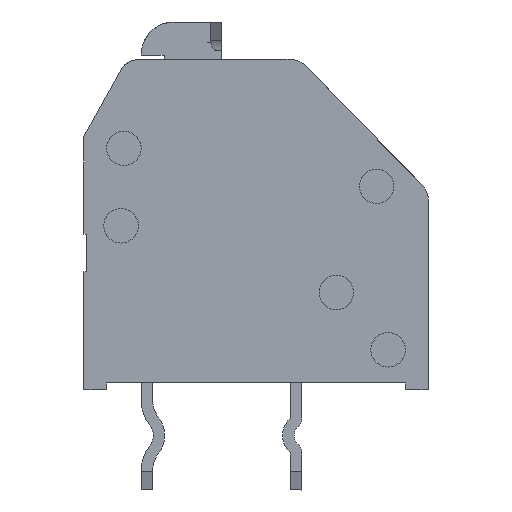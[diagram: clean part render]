
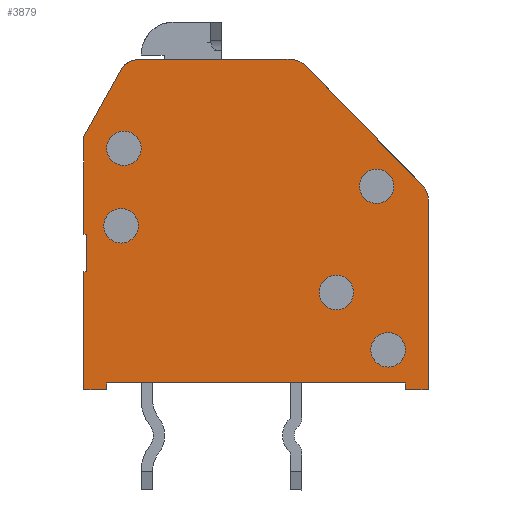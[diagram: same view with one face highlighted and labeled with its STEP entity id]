
A CAD part, left-side view. The second image highlights one B-rep face of the part: STEP entity #3879.
In plain terms, the highlighted face is planar.
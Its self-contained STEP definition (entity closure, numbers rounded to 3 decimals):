
#269=CIRCLE('',#4255,0.6);
#270=CIRCLE('',#4256,0.6);
#271=CIRCLE('',#4257,0.75);
#272=CIRCLE('',#4258,0.75);
#273=CIRCLE('',#4259,0.75);
#274=CIRCLE('',#4260,0.6);
#275=CIRCLE('',#4261,0.6);
#276=CIRCLE('',#4262,0.6);
#1215=ORIENTED_EDGE('',*,*,#1833,.T.);
#1216=ORIENTED_EDGE('',*,*,#1834,.T.);
#1217=ORIENTED_EDGE('',*,*,#1835,.T.);
#1218=ORIENTED_EDGE('',*,*,#1836,.T.);
#1219=ORIENTED_EDGE('',*,*,#1827,.T.);
#1220=ORIENTED_EDGE('',*,*,#1837,.T.);
#1221=ORIENTED_EDGE('',*,*,#1838,.T.);
#1222=ORIENTED_EDGE('',*,*,#1839,.T.);
#1223=ORIENTED_EDGE('',*,*,#1840,.T.);
#1224=ORIENTED_EDGE('',*,*,#1841,.T.);
#1225=ORIENTED_EDGE('',*,*,#1842,.T.);
#1226=ORIENTED_EDGE('',*,*,#1843,.T.);
#1227=ORIENTED_EDGE('',*,*,#1844,.T.);
#1228=ORIENTED_EDGE('',*,*,#1845,.T.);
#1229=ORIENTED_EDGE('',*,*,#1846,.T.);
#1230=ORIENTED_EDGE('',*,*,#1847,.T.);
#1231=ORIENTED_EDGE('',*,*,#1848,.T.);
#1232=ORIENTED_EDGE('',*,*,#1849,.T.);
#1233=ORIENTED_EDGE('',*,*,#1850,.T.);
#1234=ORIENTED_EDGE('',*,*,#1851,.T.);
#1235=ORIENTED_EDGE('',*,*,#1852,.T.);
#1236=ORIENTED_EDGE('',*,*,#1853,.T.);
#1827=EDGE_CURVE('',#2215,#2216,#2603,.T.);
#1833=EDGE_CURVE('',#2219,#2219,#269,.T.);
#1834=EDGE_CURVE('',#2220,#2220,#270,.T.);
#1835=EDGE_CURVE('',#2221,#2222,#2609,.T.);
#1836=EDGE_CURVE('',#2222,#2215,#271,.T.);
#1837=EDGE_CURVE('',#2216,#2223,#272,.T.);
#1838=EDGE_CURVE('',#2223,#2224,#2610,.T.);
#1839=EDGE_CURVE('',#2224,#2225,#2611,.T.);
#1840=EDGE_CURVE('',#2225,#2226,#2612,.T.);
#1841=EDGE_CURVE('',#2226,#2227,#2613,.T.);
#1842=EDGE_CURVE('',#2227,#2228,#2614,.T.);
#1843=EDGE_CURVE('',#2228,#2229,#2615,.T.);
#1844=EDGE_CURVE('',#2229,#2230,#2616,.T.);
#1845=EDGE_CURVE('',#2230,#2231,#2617,.T.);
#1846=EDGE_CURVE('',#2231,#2232,#2618,.T.);
#1847=EDGE_CURVE('',#2232,#2233,#2619,.T.);
#1848=EDGE_CURVE('',#2233,#2234,#2620,.T.);
#1849=EDGE_CURVE('',#2234,#2235,#2621,.T.);
#1850=EDGE_CURVE('',#2235,#2221,#273,.T.);
#1851=EDGE_CURVE('',#2236,#2236,#274,.T.);
#1852=EDGE_CURVE('',#2237,#2237,#275,.T.);
#1853=EDGE_CURVE('',#2238,#2238,#276,.T.);
#2215=VERTEX_POINT('',#6530);
#2216=VERTEX_POINT('',#6531);
#2219=VERTEX_POINT('',#6541);
#2220=VERTEX_POINT('',#6543);
#2221=VERTEX_POINT('',#6545);
#2222=VERTEX_POINT('',#6546);
#2223=VERTEX_POINT('',#6549);
#2224=VERTEX_POINT('',#6551);
#2225=VERTEX_POINT('',#6553);
#2226=VERTEX_POINT('',#6555);
#2227=VERTEX_POINT('',#6557);
#2228=VERTEX_POINT('',#6559);
#2229=VERTEX_POINT('',#6561);
#2230=VERTEX_POINT('',#6563);
#2231=VERTEX_POINT('',#6565);
#2232=VERTEX_POINT('',#6567);
#2233=VERTEX_POINT('',#6569);
#2234=VERTEX_POINT('',#6571);
#2235=VERTEX_POINT('',#6573);
#2236=VERTEX_POINT('',#6576);
#2237=VERTEX_POINT('',#6578);
#2238=VERTEX_POINT('',#6580);
#2603=LINE('',#6529,#3008);
#2609=LINE('',#6544,#3014);
#2610=LINE('',#6550,#3015);
#2611=LINE('',#6552,#3016);
#2612=LINE('',#6554,#3017);
#2613=LINE('',#6556,#3018);
#2614=LINE('',#6558,#3019);
#2615=LINE('',#6560,#3020);
#2616=LINE('',#6562,#3021);
#2617=LINE('',#6564,#3022);
#2618=LINE('',#6566,#3023);
#2619=LINE('',#6568,#3024);
#2620=LINE('',#6570,#3025);
#2621=LINE('',#6572,#3026);
#3008=VECTOR('',#5220,1000.);
#3014=VECTOR('',#5232,1000.);
#3015=VECTOR('',#5237,1000.);
#3016=VECTOR('',#5238,1000.);
#3017=VECTOR('',#5239,1000.);
#3018=VECTOR('',#5240,1000.);
#3019=VECTOR('',#5241,1000.);
#3020=VECTOR('',#5242,1000.);
#3021=VECTOR('',#5243,1000.);
#3022=VECTOR('',#5244,1000.);
#3023=VECTOR('',#5245,1000.);
#3024=VECTOR('',#5246,1000.);
#3025=VECTOR('',#5247,1000.);
#3026=VECTOR('',#5248,1000.);
#3262=EDGE_LOOP('',(#1215));
#3263=EDGE_LOOP('',(#1216));
#3264=EDGE_LOOP('',(#1217,#1218,#1219,#1220,#1221,#1222,#1223,#1224,#1225,
#1226,#1227,#1228,#1229,#1230,#1231,#1232,#1233));
#3265=EDGE_LOOP('',(#1234));
#3266=EDGE_LOOP('',(#1235));
#3267=EDGE_LOOP('',(#1236));
#3510=FACE_BOUND('',#3262,.T.);
#3511=FACE_BOUND('',#3263,.T.);
#3512=FACE_BOUND('',#3264,.T.);
#3513=FACE_BOUND('',#3265,.T.);
#3514=FACE_BOUND('',#3266,.T.);
#3515=FACE_BOUND('',#3267,.T.);
#3678=PLANE('',#4254);
#3879=ADVANCED_FACE('',(#3510,#3511,#3512,#3513,#3514,#3515),#3678,.T.);
#4254=AXIS2_PLACEMENT_3D('',#6539,#5226,#5227);
#4255=AXIS2_PLACEMENT_3D('',#6540,#5228,#5229);
#4256=AXIS2_PLACEMENT_3D('',#6542,#5230,#5231);
#4257=AXIS2_PLACEMENT_3D('',#6547,#5233,#5234);
#4258=AXIS2_PLACEMENT_3D('',#6548,#5235,#5236);
#4259=AXIS2_PLACEMENT_3D('',#6574,#5249,#5250);
#4260=AXIS2_PLACEMENT_3D('',#6575,#5251,#5252);
#4261=AXIS2_PLACEMENT_3D('',#6577,#5253,#5254);
#4262=AXIS2_PLACEMENT_3D('',#6579,#5255,#5256);
#5220=DIRECTION('',(0.,-1.,0.));
#5226=DIRECTION('',(1.,0.,0.));
#5227=DIRECTION('',(0.,0.,-1.));
#5228=DIRECTION('',(-1.,0.,0.));
#5229=DIRECTION('',(0.,1.,0.));
#5230=DIRECTION('',(-1.,0.,0.));
#5231=DIRECTION('',(0.,1.,0.));
#5232=DIRECTION('',(0.,-0.699,0.715));
#5233=DIRECTION('',(1.,0.,0.));
#5234=DIRECTION('',(0.,0.,-1.));
#5235=DIRECTION('',(1.,0.,0.));
#5236=DIRECTION('',(0.,0.,-1.));
#5237=DIRECTION('',(0.,-0.486,-0.874));
#5238=DIRECTION('',(0.,0.,-1.));
#5239=DIRECTION('',(0.,1.,0.));
#5240=DIRECTION('',(0.,0.,-1.));
#5241=DIRECTION('',(0.,-1.,0.));
#5242=DIRECTION('',(0.,0.,-1.));
#5243=DIRECTION('',(0.,1.,0.));
#5244=DIRECTION('',(0.,0.,1.));
#5245=DIRECTION('',(0.,1.,0.));
#5246=DIRECTION('',(0.,0.,-1.));
#5247=DIRECTION('',(0.,1.,0.));
#5248=DIRECTION('',(0.,0.,1.));
#5249=DIRECTION('',(1.,0.,0.));
#5250=DIRECTION('',(0.,0.,-1.));
#5251=DIRECTION('',(-1.,0.,0.));
#5252=DIRECTION('',(0.,1.,0.));
#5253=DIRECTION('',(-1.,0.,0.));
#5254=DIRECTION('',(0.,1.,0.));
#5255=DIRECTION('',(-1.,0.,0.));
#5256=DIRECTION('',(0.,1.,0.));
#6529=CARTESIAN_POINT('',(0.75,1.5,6.75));
#6530=CARTESIAN_POINT('',(0.75,1.185,6.75));
#6531=CARTESIAN_POINT('',(0.75,-4.059,6.75));
#6539=CARTESIAN_POINT('',(0.75,0.,0.));
#6540=CARTESIAN_POINT('',(0.75,4.2,2.33));
#6541=CARTESIAN_POINT('',(0.75,4.8,2.33));
#6542=CARTESIAN_POINT('',(0.75,-4.7,0.95));
#6543=CARTESIAN_POINT('',(0.75,-4.1,0.95));
#6544=CARTESIAN_POINT('',(0.75,6.,2.15));
#6545=CARTESIAN_POINT('',(0.75,5.786,2.369));
#6546=CARTESIAN_POINT('',(0.75,1.721,6.524));
#6547=CARTESIAN_POINT('',(0.75,1.185,6.));
#6548=CARTESIAN_POINT('',(0.75,-4.059,6.));
#6549=CARTESIAN_POINT('',(0.75,-4.714,6.364));
#6550=CARTESIAN_POINT('',(0.75,-4.5,6.75));
#6551=CARTESIAN_POINT('',(0.75,-6.,4.05));
#6552=CARTESIAN_POINT('',(0.75,-6.,4.05));
#6553=CARTESIAN_POINT('',(0.75,-6.,0.65));
#6554=CARTESIAN_POINT('',(0.75,-6.,0.65));
#6555=CARTESIAN_POINT('',(0.75,-5.9,0.65));
#6556=CARTESIAN_POINT('',(0.75,-5.9,0.65));
#6557=CARTESIAN_POINT('',(0.75,-5.9,-0.65));
#6558=CARTESIAN_POINT('',(0.75,-5.9,-0.65));
#6559=CARTESIAN_POINT('',(0.75,-6.,-0.65));
#6560=CARTESIAN_POINT('',(0.75,-6.,-0.65));
#6561=CARTESIAN_POINT('',(0.75,-6.,-4.75));
#6562=CARTESIAN_POINT('',(0.75,-6.,-4.75));
#6563=CARTESIAN_POINT('',(0.75,-5.2,-4.75));
#6564=CARTESIAN_POINT('',(0.75,-5.2,-4.75));
#6565=CARTESIAN_POINT('',(0.75,-5.2,-4.52));
#6566=CARTESIAN_POINT('',(0.75,-5.2,-4.52));
#6567=CARTESIAN_POINT('',(0.75,5.2,-4.52));
#6568=CARTESIAN_POINT('',(0.75,5.2,-4.52));
#6569=CARTESIAN_POINT('',(0.75,5.2,-4.75));
#6570=CARTESIAN_POINT('',(0.75,5.2,-4.75));
#6571=CARTESIAN_POINT('',(0.75,6.,-4.75));
#6572=CARTESIAN_POINT('',(0.75,6.,-4.75));
#6573=CARTESIAN_POINT('',(0.75,6.,1.844));
#6574=CARTESIAN_POINT('',(0.75,5.25,1.844));
#6575=CARTESIAN_POINT('',(0.75,-4.6,3.65));
#6576=CARTESIAN_POINT('',(0.75,-4.,3.65));
#6577=CARTESIAN_POINT('',(0.75,2.8,-1.37));
#6578=CARTESIAN_POINT('',(0.75,3.4,-1.37));
#6579=CARTESIAN_POINT('',(0.75,4.6,-3.37));
#6580=CARTESIAN_POINT('',(0.75,5.2,-3.37));
